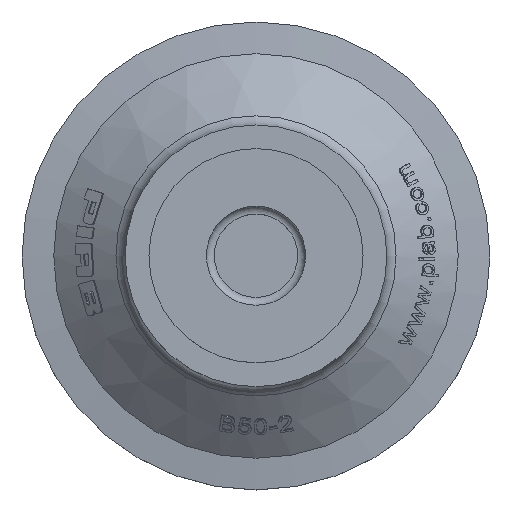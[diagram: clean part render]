
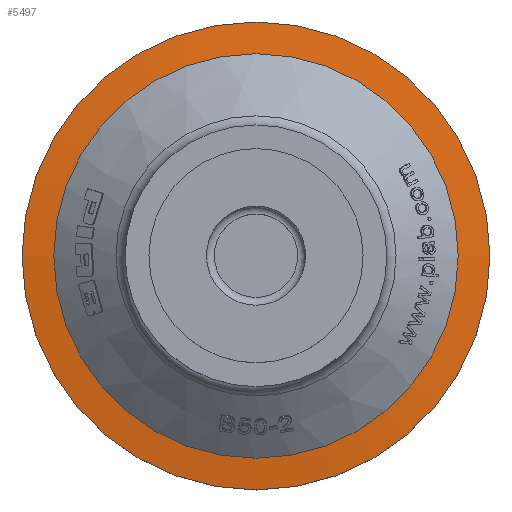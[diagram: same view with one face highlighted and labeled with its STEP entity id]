
A CAD part, top view. The second image highlights one B-rep face of the part: STEP entity #5497.
In plain terms, the highlighted conical face has half-angle 82.875 degrees and reference radius 25.5 mm.
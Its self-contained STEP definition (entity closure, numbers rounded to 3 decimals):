
#619=CIRCLE('',#5748,25.5);
#628=CIRCLE('',#5763,29.5);
#810=ORIENTED_EDGE('',*,*,#1890,.T.);
#811=ORIENTED_EDGE('',*,*,#1965,.F.);
#1890=EDGE_CURVE('',#2469,#2469,#619,.T.);
#1965=EDGE_CURVE('',#2542,#2542,#628,.T.);
#2469=VERTEX_POINT('',#7144);
#2542=VERTEX_POINT('',#7564);
#3172=EDGE_LOOP('',(#810));
#3173=EDGE_LOOP('',(#811));
#3474=FACE_BOUND('',#3172,.T.);
#3475=FACE_BOUND('',#3173,.T.);
#3746=CONICAL_SURFACE('',#5762,25.5,1.446);
#5497=ADVANCED_FACE('',(#3474,#3475),#3746,.T.);
#5748=AXIS2_PLACEMENT_3D('',#7143,#5977,#5978);
#5762=AXIS2_PLACEMENT_3D('',#7562,#6005,#6006);
#5763=AXIS2_PLACEMENT_3D('',#7563,#6007,#6008);
#5977=DIRECTION('',(0.,0.,-1.));
#5978=DIRECTION('',(-1.,0.,0.));
#6005=DIRECTION('',(0.,0.,-1.));
#6006=DIRECTION('',(-1.,0.,0.));
#6007=DIRECTION('',(0.,0.,-1.));
#6008=DIRECTION('',(-1.,0.,0.));
#7143=CARTESIAN_POINT('',(0.,0.,5.636));
#7144=CARTESIAN_POINT('',(-25.5,0.,5.636));
#7562=CARTESIAN_POINT('',(0.,0.,5.636));
#7563=CARTESIAN_POINT('',(0.,0.,5.136));
#7564=CARTESIAN_POINT('',(-29.5,0.,5.136));
